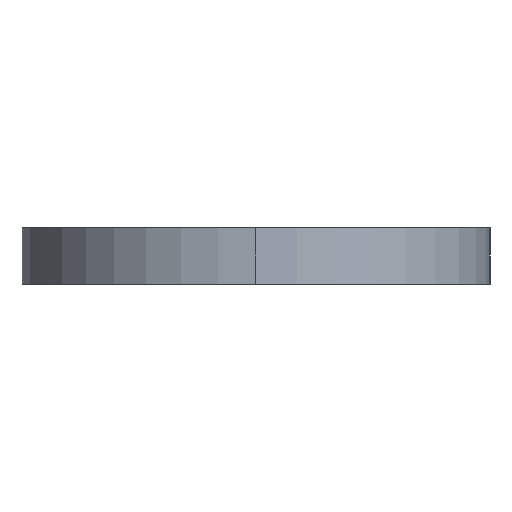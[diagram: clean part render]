
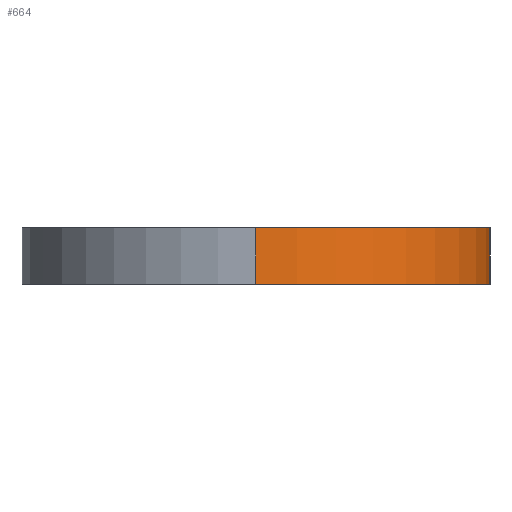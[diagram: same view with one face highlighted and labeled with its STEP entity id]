
A CAD part, left-side view. The second image highlights one B-rep face of the part: STEP entity #664.
In plain terms, the highlighted cylindrical face has radius 12.5 mm (diameter 25 mm), a partial arc.
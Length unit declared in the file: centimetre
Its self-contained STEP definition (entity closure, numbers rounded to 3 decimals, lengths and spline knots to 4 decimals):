
#5 = DIRECTION ( 'NONE',  ( 0., 0., 1. ) ) ;
#42 = LINE ( 'NONE', #743, #256 ) ;
#72 = VERTEX_POINT ( 'NONE', #263 ) ;
#87 = DIRECTION ( 'NONE',  ( 1., 0., 0. ) ) ;
#90 = DIRECTION ( 'NONE',  ( 1., 0., 0. ) ) ;
#91 = VERTEX_POINT ( 'NONE', #975 ) ;
#225 = CARTESIAN_POINT ( 'NONE',  ( -4.25, -1.25, 0.3 ) ) ;
#227 = CARTESIAN_POINT ( 'NONE',  ( -4.25, 0., 0.3 ) ) ;
#252 = DIRECTION ( 'NONE',  ( 0., 0., -1. ) ) ;
#256 = VECTOR ( 'NONE', #252, 100. ) ;
#263 = CARTESIAN_POINT ( 'NONE',  ( -5.5, 0., 0. ) ) ;
#281 = VERTEX_POINT ( 'NONE', #282 ) ;
#282 = CARTESIAN_POINT ( 'NONE',  ( -5.5, 0., 0.3 ) ) ;
#316 = CYLINDRICAL_SURFACE ( 'NONE', #724, 1.25 ) ;
#326 = EDGE_CURVE ( 'NONE', #72, #91, #802, .T. ) ;
#380 = ORIENTED_EDGE ( 'NONE', *, *, #831, .T. ) ;
#417 = EDGE_CURVE ( 'NONE', #281, #750, #966, .T. ) ;
#418 = CARTESIAN_POINT ( 'NONE',  ( -5.5, 0., 0.3 ) ) ;
#471 = DIRECTION ( 'NONE',  ( 0., 0., 1. ) ) ;
#476 = CARTESIAN_POINT ( 'NONE',  ( -4.25, 0., 0.3 ) ) ;
#497 = LINE ( 'NONE', #418, #807 ) ;
#536 = ORIENTED_EDGE ( 'NONE', *, *, #417, .F. ) ;
#551 = FACE_OUTER_BOUND ( 'NONE', #714, .T. ) ;
#589 = EDGE_CURVE ( 'NONE', #750, #91, #42, .T. ) ;
#664 = ADVANCED_FACE ( 'NONE', ( #551 ), #316, .T. ) ;
#704 = DIRECTION ( 'NONE',  ( 0., 0., -1. ) ) ;
#714 = EDGE_LOOP ( 'NONE', ( #536, #380, #878, #879 ) ) ;
#724 = AXIS2_PLACEMENT_3D ( 'NONE', #476, #704, #780 ) ;
#734 = DIRECTION ( 'NONE',  ( 0., 0., -1. ) ) ;
#743 = CARTESIAN_POINT ( 'NONE',  ( -4.25, -1.25, 0.3 ) ) ;
#750 = VERTEX_POINT ( 'NONE', #225 ) ;
#780 = DIRECTION ( 'NONE',  ( -1., 0., 0. ) ) ;
#802 = CIRCLE ( 'NONE', #965, 1.25 ) ;
#807 = VECTOR ( 'NONE', #734, 100. ) ;
#831 = EDGE_CURVE ( 'NONE', #281, #72, #497, .T. ) ;
#866 = CARTESIAN_POINT ( 'NONE',  ( -4.25, 0., 0. ) ) ;
#878 = ORIENTED_EDGE ( 'NONE', *, *, #326, .T. ) ;
#879 = ORIENTED_EDGE ( 'NONE', *, *, #589, .F. ) ;
#931 = AXIS2_PLACEMENT_3D ( 'NONE', #227, #5, #87 ) ;
#965 = AXIS2_PLACEMENT_3D ( 'NONE', #866, #471, #90 ) ;
#966 = CIRCLE ( 'NONE', #931, 1.25 ) ;
#975 = CARTESIAN_POINT ( 'NONE',  ( -4.25, -1.25, 0. ) ) ;
